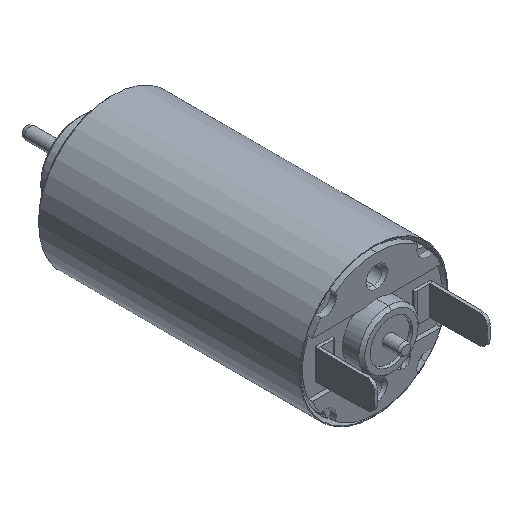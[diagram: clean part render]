
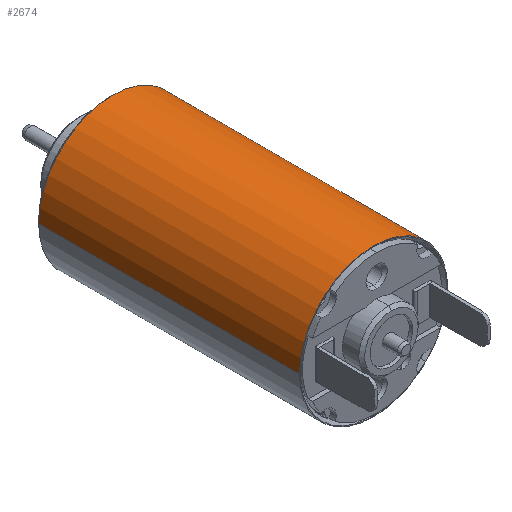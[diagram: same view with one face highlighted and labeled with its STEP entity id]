
A CAD part, isometric view. The second image highlights one B-rep face of the part: STEP entity #2674.
In plain terms, the highlighted cylindrical face has radius 5 mm (diameter 10 mm), a partial arc.
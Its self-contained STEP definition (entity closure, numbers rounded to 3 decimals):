
#246=DIRECTION('',(0.,-1.,0.));
#247=VECTOR('',#246,17.6);
#248=CARTESIAN_POINT('',(5.,-5.8,0.));
#249=LINE('',#248,#247);
#255=DIRECTION('',(0.,-1.,0.));
#256=VECTOR('',#255,17.6);
#257=CARTESIAN_POINT('',(-5.,-5.8,0.));
#258=LINE('',#257,#256);
#269=CARTESIAN_POINT('',(0.,-23.4,0.));
#270=DIRECTION('',(0.,-1.,0.));
#271=DIRECTION('',(1.,0.,0.));
#272=AXIS2_PLACEMENT_3D('',#269,#270,#271);
#274=CARTESIAN_POINT('',(0.,-5.8,0.));
#275=DIRECTION('',(0.,1.,0.));
#276=DIRECTION('',(-1.,0.,0.));
#277=AXIS2_PLACEMENT_3D('',#274,#275,#276);
#1796=CARTESIAN_POINT('',(-5.,-5.8,0.));
#1798=VERTEX_POINT('',#1796);
#1799=CARTESIAN_POINT('',(-5.,-23.4,0.));
#1800=VERTEX_POINT('',#1799);
#1820=CARTESIAN_POINT('',(5.,-5.8,0.));
#1822=VERTEX_POINT('',#1820);
#1823=CARTESIAN_POINT('',(5.,-23.4,0.));
#1824=VERTEX_POINT('',#1823);
#2663=CARTESIAN_POINT('',(0.,-26.88,0.));
#2664=DIRECTION('',(0.,1.,0.));
#2665=DIRECTION('',(1.,0.,0.));
#2666=AXIS2_PLACEMENT_3D('',#2663,#2664,#2665);
#2667=CYLINDRICAL_SURFACE('',#2666,5.);
#2668=ORIENTED_EDGE('',*,*,#2651,.T.);
#2669=ORIENTED_EDGE('',*,*,#2641,.F.);
#2670=ORIENTED_EDGE('',*,*,#2613,.T.);
#2671=ORIENTED_EDGE('',*,*,#2638,.T.);
#2672=EDGE_LOOP('',(#2668,#2669,#2670,#2671));
#2673=FACE_OUTER_BOUND('',#2672,.F.);
#2674=ADVANCED_FACE('',(#2673),#2667,.T.);
#273=CIRCLE('',#272,5.);
#278=CIRCLE('',#277,5.);
#2613=EDGE_CURVE('',#1798,#1822,#278,.T.);
#2638=EDGE_CURVE('',#1822,#1824,#249,.T.);
#2641=EDGE_CURVE('',#1798,#1800,#258,.T.);
#2651=EDGE_CURVE('',#1824,#1800,#273,.T.);
